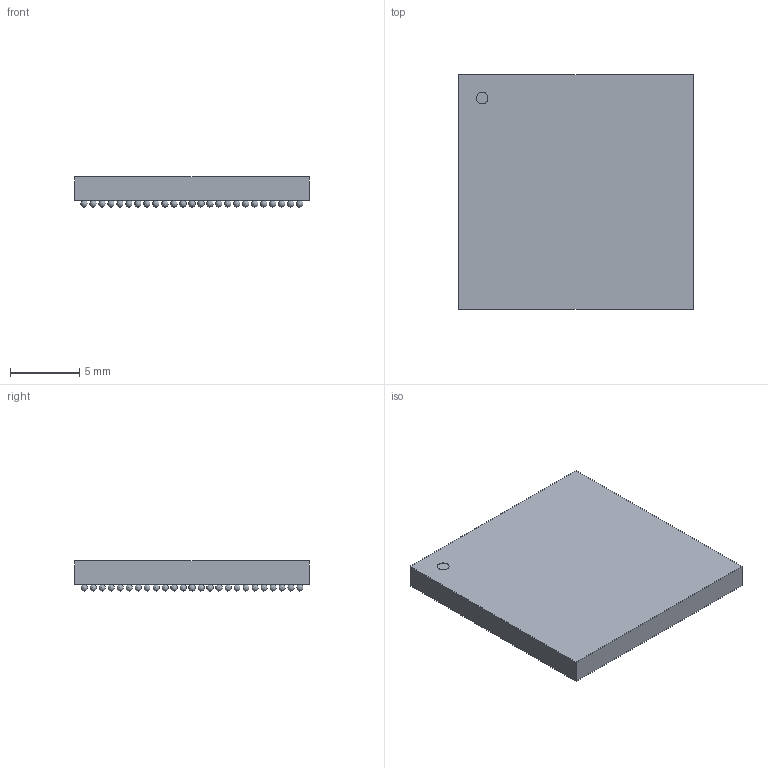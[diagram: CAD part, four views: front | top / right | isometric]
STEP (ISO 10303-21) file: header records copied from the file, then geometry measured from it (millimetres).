
FILE_DESCRIPTION(('STEP AP214'),'1');
FILE_NAME('FBGA621_SOT1840-3_NXP','2023-02-11T20:39:53',(''),(''),'','','');
FILE_SCHEMA(('AUTOMOTIVE_DESIGN'));
Length unit declared in the file: millimetre
Products named in the file (1): product
Bounding box: 16.99 x 16.99 x 2.19 mm (x, y, z)
Volume: 528 mm3; surface area: 1148.7 mm2
Topology: 623 solids, 623 shells, 630 faces, 1878 edges, 1252 vertices
Faces by surface type: sphere 621, plane 8, cylinder 1
Full cylindrical faces by diameter (mm): 0.85 x1
Entity records: 5845 total; most frequent: DIRECTION 1280, CARTESIAN_POINT 644, AXIS2_PLACEMENT_3D 634, STYLED_ITEM 630, ADVANCED_FACE 630, MANIFOLD_SOLID_BREP 623, CLOSED_SHELL 623, SPHERICAL_SURFACE 621
